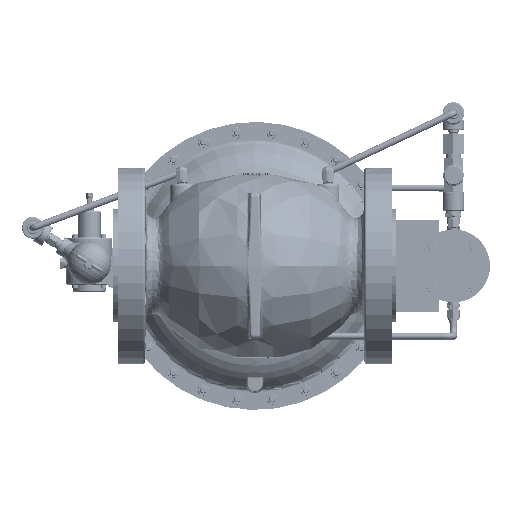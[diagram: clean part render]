
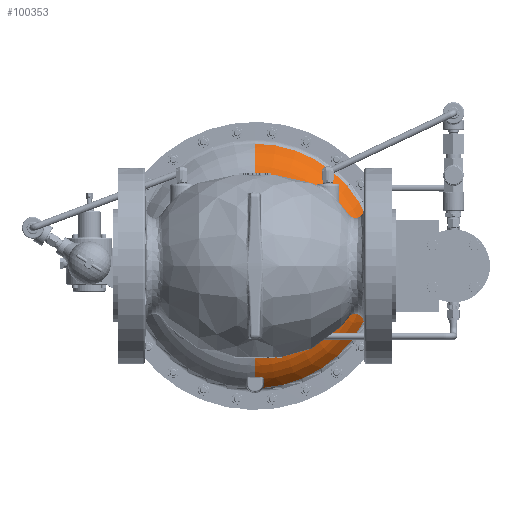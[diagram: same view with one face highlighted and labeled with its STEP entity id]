
A CAD part, front view. The second image highlights one B-rep face of the part: STEP entity #100353.
In plain terms, the highlighted toroidal (fillet/blend) face has major radius 106.491 mm and minor radius 71.438 mm.
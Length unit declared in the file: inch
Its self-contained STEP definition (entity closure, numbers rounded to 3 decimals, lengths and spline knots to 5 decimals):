
#1181 = ORIENTED_EDGE ( 'NONE', *, *, #353470, .T. ) ;
#3752 = CARTESIAN_POINT ( 'NONE',  ( 0.42081, 9.6534, -6.08973 ) ) ;
#6540 = AXIS2_PLACEMENT_3D ( 'NONE', #171258, #381902, #201493 ) ;
#10192 = DIRECTION ( 'NONE',  ( -1., 0., 0. ) ) ;
#17417 = CARTESIAN_POINT ( 'NONE',  ( 0., 8.9572, 0. ) ) ;
#18747 = DIRECTION ( 'NONE',  ( 0., 0., -1. ) ) ;
#19766 = EDGE_CURVE ( 'NONE', #130502, #22633, #239258, .T. ) ;
#20385 = CARTESIAN_POINT ( 'NONE',  ( 0.49171, 10.00944, -6.41007 ) ) ;
#22633 = VERTEX_POINT ( 'NONE', #358375 ) ;
#27073 = CARTESIAN_POINT ( 'NONE',  ( 0.47579, 10.29488, -6.60328 ) ) ;
#27229 = EDGE_CURVE ( 'NONE', #202304, #124715, #113393, .T. ) ;
#28585 = VERTEX_POINT ( 'NONE', #87264 ) ;
#31461 = B_SPLINE_CURVE_WITH_KNOTS ( 'NONE', 3,
 ( #63110, #304127, #153999, #364701, #184298, #3752, #214573, #34074, #244877, #64403, #275149, #94684, #305429, #125043 ),
 .UNSPECIFIED., .F., .F.,
 ( 4, 2, 2, 2, 2, 2, 4 ),
 ( 0., 0.00072, 0.00144, 0.00216, 0.00288, 0.00431, 0.00575 ),
 .UNSPECIFIED. ) ;
#34074 = CARTESIAN_POINT ( 'NONE',  ( 0.44104, 9.66769, -6.10364 ) ) ;
#34823 = AXIS2_PLACEMENT_3D ( 'NONE', #87232, #298002, #117589 ) ;
#36716 = AXIS2_PLACEMENT_3D ( 'NONE', #107212, #378489, #78125 ) ;
#47729 = DIRECTION ( 'NONE',  ( 0., 0., -1. ) ) ;
#54321 = TOROIDAL_SURFACE ( 'NONE', #36716, 4.19257, 2.8125 ) ;
#57391 = CARTESIAN_POINT ( 'NONE',  ( 0.44754, 10.41399, -6.67037 ) ) ;
#63110 = CARTESIAN_POINT ( 'NONE',  ( 0.35904, 9.63753, -6.07637 ) ) ;
#64403 = CARTESIAN_POINT ( 'NONE',  ( 0.46216, 9.69016, -6.12582 ) ) ;
#65455 = VERTEX_POINT ( 'NONE', #391064 ) ;
#78125 = DIRECTION ( 'NONE',  ( 0., 0., -1. ) ) ;
#87232 = CARTESIAN_POINT ( 'NONE',  ( 0., 9.63753, 0. ) ) ;
#87264 = CARTESIAN_POINT ( 'NONE',  ( 4.73785, 8.9572, 0. ) ) ;
#87291 = AXIS2_PLACEMENT_3D ( 'NONE', #17417, #228258, #47729 ) ;
#94684 = CARTESIAN_POINT ( 'NONE',  ( 0.47978, 9.72858, -6.16374 ) ) ;
#100353 = ADVANCED_FACE ( 'NONE', ( #224004 ), #54321, .T. ) ;
#103224 = CIRCLE ( 'NONE', #319950, 2.8125 ) ;
#107212 = CARTESIAN_POINT ( 'NONE',  ( 0., 11.71634, 0. ) ) ;
#111906 = EDGE_CURVE ( 'NONE', #65455, #149921, #103224, .T. ) ;
#112407 = CIRCLE ( 'NONE', #290859, 6.68537 ) ;
#112917 = EDGE_CURVE ( 'NONE', #65455, #161247, #180870, .T. ) ;
#113393 = CIRCLE ( 'NONE', #6540, 2.8125 ) ;
#117589 = DIRECTION ( 'NONE',  ( 0., 0., 1. ) ) ;
#120814 = ORIENTED_EDGE ( 'NONE', *, *, #323088, .F. ) ;
#124715 = VERTEX_POINT ( 'NONE', #352779 ) ;
#125043 = CARTESIAN_POINT ( 'NONE',  ( 0.48296, 9.75555, -6.19006 ) ) ;
#130502 = VERTEX_POINT ( 'NONE', #238879 ) ;
#143784 = ORIENTED_EDGE ( 'NONE', *, *, #19766, .T. ) ;
#146994 = CARTESIAN_POINT ( 'NONE',  ( 0.4918, 10.17823, -6.52973 ) ) ;
#149921 = VERTEX_POINT ( 'NONE', #313652 ) ;
#153999 = CARTESIAN_POINT ( 'NONE',  ( 0.37797, 9.63861, -6.07641 ) ) ;
#159859 = ORIENTED_EDGE ( 'NONE', *, *, #111906, .F. ) ;
#161247 = VERTEX_POINT ( 'NONE', #310261 ) ;
#162003 = EDGE_CURVE ( 'NONE', #22633, #202304, #112407, .T. ) ;
#164172 = CARTESIAN_POINT ( 'NONE',  ( 0., 10.41399, 6.68537 ) ) ;
#171258 = CARTESIAN_POINT ( 'NONE',  ( 0., 11.71634, 4.19257 ) ) ;
#171387 = DIRECTION ( 'NONE',  ( 0., -1., 0. ) ) ;
#180870 = CIRCLE ( 'NONE', #34823, 6.08697 ) ;
#184298 = CARTESIAN_POINT ( 'NONE',  ( 0.40488, 9.64585, -6.0826 ) ) ;
#190779 = CARTESIAN_POINT ( 'NONE',  ( 0., 11.71634, -4.19257 ) ) ;
#199279 = DIRECTION ( 'NONE',  ( 0., -1., 0. ) ) ;
#200895 = EDGE_CURVE ( 'NONE', #149921, #28585, #308008, .T. ) ;
#200906 = CARTESIAN_POINT ( 'NONE',  ( 0.48988, 9.95651, -6.36868 ) ) ;
#201493 = DIRECTION ( 'NONE',  ( 0., 0., -1. ) ) ;
#202304 = VERTEX_POINT ( 'NONE', #164172 ) ;
#207539 = CARTESIAN_POINT ( 'NONE',  ( 0.49359, 10.06388, -6.44957 ) ) ;
#214573 = CARTESIAN_POINT ( 'NONE',  ( 0.42808, 9.65789, -6.09407 ) ) ;
#220977 = DIRECTION ( 'NONE',  ( 0., 0., 1. ) ) ;
#223939 = ORIENTED_EDGE ( 'NONE', *, *, #112917, .T. ) ;
#224004 = FACE_OUTER_BOUND ( 'NONE', #293446, .T. ) ;
#228258 = DIRECTION ( 'NONE',  ( 0., -1., 0. ) ) ;
#231204 = CARTESIAN_POINT ( 'NONE',  ( 0.49359, 10.06388, -6.44957 ) ) ;
#237903 = CARTESIAN_POINT ( 'NONE',  ( 0.46351, 10.354, -6.63789 ) ) ;
#238879 = CARTESIAN_POINT ( 'NONE',  ( 0.49359, 10.06388, -6.44957 ) ) ;
#239258 = B_SPLINE_CURVE_WITH_KNOTS ( 'NONE', 3,
 ( #207539, #357703, #146994, #27073, #237903, #57391 ),
 .UNSPECIFIED., .F., .F.,
 ( 4, 2, 4 ),
 ( 0., 0.00529, 0.01058 ),
 .UNSPECIFIED. ) ;
#244877 = CARTESIAN_POINT ( 'NONE',  ( 0.44687, 9.67311, -6.10898 ) ) ;
#254193 = EDGE_CURVE ( 'NONE', #340027, #130502, #384348, .T. ) ;
#275149 = CARTESIAN_POINT ( 'NONE',  ( 0.46954, 9.70251, -6.13806 ) ) ;
#290859 = AXIS2_PLACEMENT_3D ( 'NONE', #351745, #171387, #382016 ) ;
#293446 = EDGE_LOOP ( 'NONE', ( #390641, #318196, #120814, #390353, #159859, #223939, #1181, #368925, #143784 ) ) ;
#298002 = DIRECTION ( 'NONE',  ( 0., -1., 0. ) ) ;
#304127 = CARTESIAN_POINT ( 'NONE',  ( 0.36861, 9.63753, -6.0758 ) ) ;
#305429 = CARTESIAN_POINT ( 'NONE',  ( 0.48249, 9.74192, -6.1768 ) ) ;
#308008 = CIRCLE ( 'NONE', #378006, 4.73785 ) ;
#310261 = CARTESIAN_POINT ( 'NONE',  ( 0.35904, 9.63753, -6.07637 ) ) ;
#313652 = CARTESIAN_POINT ( 'NONE',  ( 0., 8.9572, -4.73785 ) ) ;
#318196 = ORIENTED_EDGE ( 'NONE', *, *, #27229, .T. ) ;
#319950 = AXIS2_PLACEMENT_3D ( 'NONE', #190779, #10192, #220977 ) ;
#320809 = CARTESIAN_POINT ( 'NONE',  ( 0.48296, 9.75555, -6.19006 ) ) ;
#323088 = EDGE_CURVE ( 'NONE', #28585, #124715, #363991, .T. ) ;
#338765 = CARTESIAN_POINT ( 'NONE',  ( 0.48296, 9.75555, -6.19006 ) ) ;
#340027 = VERTEX_POINT ( 'NONE', #338765 ) ;
#351052 = CARTESIAN_POINT ( 'NONE',  ( 0.48461, 9.80377, -6.23697 ) ) ;
#351745 = CARTESIAN_POINT ( 'NONE',  ( 0., 10.41399, 0. ) ) ;
#352779 = CARTESIAN_POINT ( 'NONE',  ( 0., 8.9572, 4.73785 ) ) ;
#353470 = EDGE_CURVE ( 'NONE', #161247, #340027, #31461, .T. ) ;
#357703 = CARTESIAN_POINT ( 'NONE',  ( 0.49556, 10.12071, -6.4908 ) ) ;
#358375 = CARTESIAN_POINT ( 'NONE',  ( 0.44754, 10.41399, -6.67037 ) ) ;
#363991 = CIRCLE ( 'NONE', #87291, 4.73785 ) ;
#364701 = CARTESIAN_POINT ( 'NONE',  ( 0.39625, 9.64279, -6.07983 ) ) ;
#368925 = ORIENTED_EDGE ( 'NONE', *, *, #254193, .T. ) ;
#378006 = AXIS2_PLACEMENT_3D ( 'NONE', #379681, #199279, #18747 ) ;
#378489 = DIRECTION ( 'NONE',  ( 0., -1., 0. ) ) ;
#379681 = CARTESIAN_POINT ( 'NONE',  ( 0., 8.9572, 0. ) ) ;
#381331 = CARTESIAN_POINT ( 'NONE',  ( 0.48633, 9.85368, -6.28214 ) ) ;
#381902 = DIRECTION ( 'NONE',  ( 1., 0., 0. ) ) ;
#382016 = DIRECTION ( 'NONE',  ( 0., 0., 1. ) ) ;
#384348 = B_SPLINE_CURVE_WITH_KNOTS ( 'NONE', 3,
 ( #320809, #351052, #381331, #200906, #20385, #231204 ),
 .UNSPECIFIED., .F., .F.,
 ( 4, 2, 4 ),
 ( 0., 0.00513, 0.01025 ),
 .UNSPECIFIED. ) ;
#390353 = ORIENTED_EDGE ( 'NONE', *, *, #200895, .F. ) ;
#390641 = ORIENTED_EDGE ( 'NONE', *, *, #162003, .T. ) ;
#391064 = CARTESIAN_POINT ( 'NONE',  ( 0., 9.63753, -6.08697 ) ) ;
